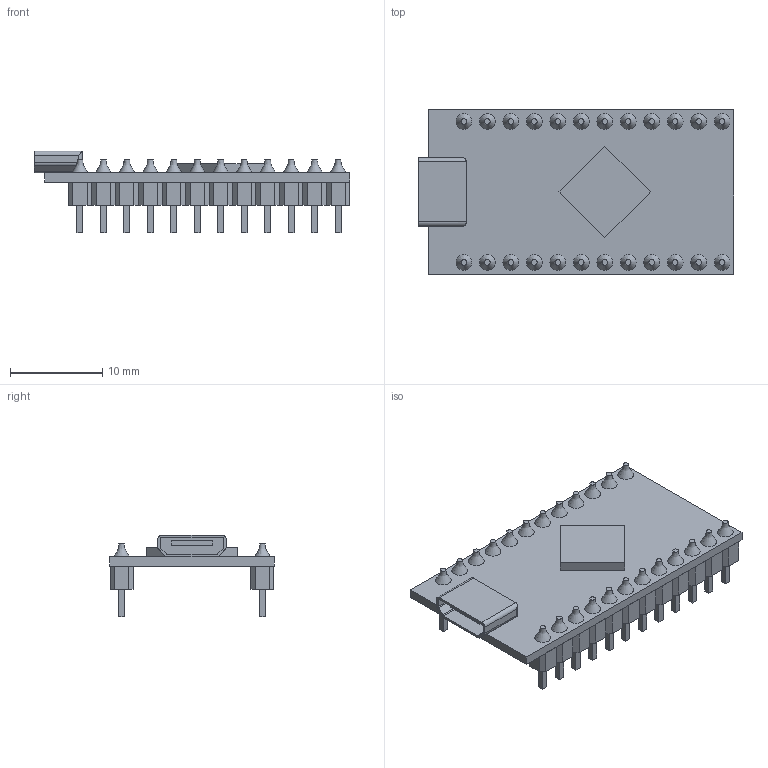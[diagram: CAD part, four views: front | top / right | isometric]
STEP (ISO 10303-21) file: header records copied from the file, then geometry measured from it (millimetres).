
FILE_DESCRIPTION(('FreeCAD Model'),'2;1');
FILE_NAME('pro_micro_v5_cp.step','2018-10-23T23:16:42', ('kicad StepUp'),('ksu MCAD'),'Open CASCADE STEP processor 7.2', 'FreeCAD','Unknown');
FILE_SCHEMA(('AUTOMOTIVE_DESIGN { 1 0 10303 214 1 1 1 1 }'));
Length unit declared in the file: millimetre
Products named in the file (1): pro_micro_v5_cp
Bounding box: 34.16 x 17.78 x 8.85 mm (x, y, z)
Volume: 1082.3 mm3; surface area: 2680.4 mm2
Topology: 54 solids, 54 shells, 415 faces, 918 edges, 612 vertices
Faces by surface type: plane 377, bspline 24, cylinder 14
Entity records: 14601 total; most frequent: CARTESIAN_POINT 2646, ORIENTED_EDGE 1836, DIRECTION 1746, EDGE_CURVE 918, LINE 818, VECTOR 818, VERTEX_POINT 612, AXIS2_PLACEMENT_3D 464
